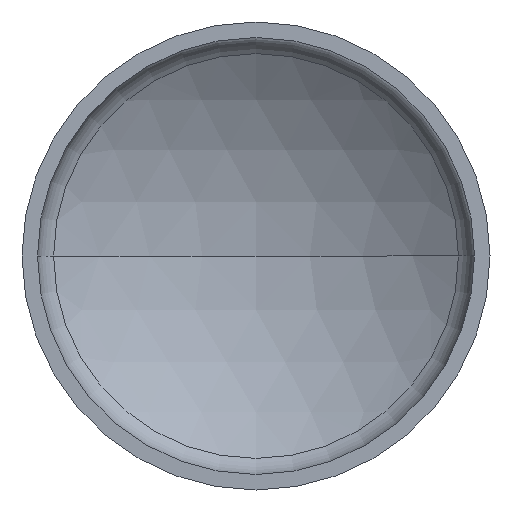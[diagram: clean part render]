
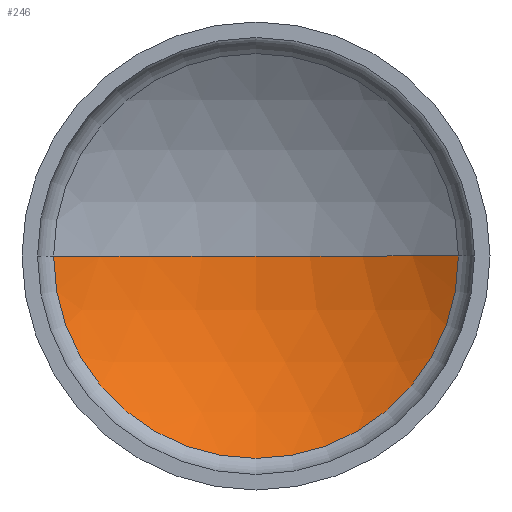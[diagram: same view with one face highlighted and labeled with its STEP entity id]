
A CAD part, front view. The second image highlights one B-rep face of the part: STEP entity #246.
In plain terms, the highlighted spherical face has radius 44.24 mm.
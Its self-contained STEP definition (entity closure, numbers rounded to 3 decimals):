
#11 = CARTESIAN_POINT ( 'NONE',  ( -26.079, 5.996, 0. ) ) ;
#33 = EDGE_CURVE ( 'NONE', #120, #174, #328, .T. ) ;
#54 = CIRCLE ( 'NONE', #374, 44.24 ) ;
#64 = DIRECTION ( 'NONE',  ( -1., 0., 0. ) ) ;
#73 = CARTESIAN_POINT ( 'NONE',  ( 0., 5.996, 0. ) ) ;
#74 = CIRCLE ( 'NONE', #254, 26.079 ) ;
#85 = EDGE_LOOP ( 'NONE', ( #153, #216, #332 ) ) ;
#93 = CARTESIAN_POINT ( 'NONE',  ( 26.079, 5.996, 0. ) ) ;
#109 = EDGE_CURVE ( 'NONE', #180, #174, #54, .T. ) ;
#120 = VERTEX_POINT ( 'NONE', #93 ) ;
#123 = AXIS2_PLACEMENT_3D ( 'NONE', #161, #337, #193 ) ;
#141 = DIRECTION ( 'NONE',  ( 0., 0., 1. ) ) ;
#153 = ORIENTED_EDGE ( 'NONE', *, *, #275, .F. ) ;
#160 = DIRECTION ( 'NONE',  ( 0., 0., -1. ) ) ;
#161 = CARTESIAN_POINT ( 'NONE',  ( 0., -29.74, 0. ) ) ;
#163 = CARTESIAN_POINT ( 'NONE',  ( 0., 14.5, 0. ) ) ;
#166 = DIRECTION ( 'NONE',  ( 0., 1., 0. ) ) ;
#174 = VERTEX_POINT ( 'NONE', #163 ) ;
#180 = VERTEX_POINT ( 'NONE', #11 ) ;
#193 = DIRECTION ( 'NONE',  ( 1., 0., 0. ) ) ;
#196 = FACE_OUTER_BOUND ( 'NONE', #85, .T. ) ;
#216 = ORIENTED_EDGE ( 'NONE', *, *, #33, .T. ) ;
#246 = ADVANCED_FACE ( 'NONE', ( #196 ), #321, .F. ) ;
#254 = AXIS2_PLACEMENT_3D ( 'NONE', #73, #166, #292 ) ;
#262 = DIRECTION ( 'NONE',  ( -1., 0., 0. ) ) ;
#275 = EDGE_CURVE ( 'NONE', #120, #180, #74, .T. ) ;
#277 = CARTESIAN_POINT ( 'NONE',  ( 0., -29.74, 0. ) ) ;
#292 = DIRECTION ( 'NONE',  ( -1., 0., 0. ) ) ;
#318 = CARTESIAN_POINT ( 'NONE',  ( 0., -29.74, 0. ) ) ;
#321 = SPHERICAL_SURFACE ( 'NONE', #363, 44.24 ) ;
#328 = CIRCLE ( 'NONE', #123, 44.24 ) ;
#332 = ORIENTED_EDGE ( 'NONE', *, *, #109, .F. ) ;
#337 = DIRECTION ( 'NONE',  ( 0., 0., 1. ) ) ;
#363 = AXIS2_PLACEMENT_3D ( 'NONE', #318, #141, #262 ) ;
#374 = AXIS2_PLACEMENT_3D ( 'NONE', #277, #160, #64 ) ;
